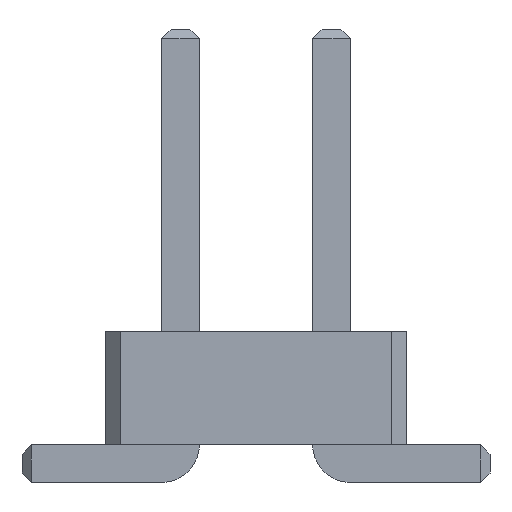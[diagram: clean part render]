
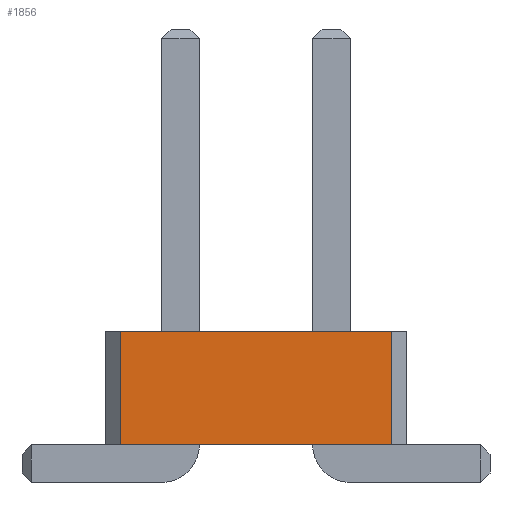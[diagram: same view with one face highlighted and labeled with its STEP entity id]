
A CAD part, front view. The second image highlights one B-rep face of the part: STEP entity #1856.
In plain terms, the highlighted planar face has unit normal (0, -1, 0).
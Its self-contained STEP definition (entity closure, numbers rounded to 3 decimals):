
#13=DIRECTION('',(0.,0.,1.));
#27=VECTOR('',#13,1.);
#67=DIRECTION('',(1.,0.,0.));
#1843=VERTEX_POINT('',#1844);
#1844=CARTESIAN_POINT('',(-1.8,-32.,2.));
#1847=EDGE_CURVE('',#1848,#1843,#1850,.T.);
#1848=VERTEX_POINT('',#1849);
#1849=CARTESIAN_POINT('',(-1.8,-32.,0.5));
#1850=LINE('',#1849,#27);
#1856=ADVANCED_FACE('',(#1857),#1874,.F.);
#1857=FACE_BOUND('',#1858,.F.);
#1858=EDGE_LOOP('',(#1859,#1860,#1866,#1871));
#1859=ORIENTED_EDGE('',*,*,#1847,.T.);
#1860=ORIENTED_EDGE('',*,*,#1861,.T.);
#1861=EDGE_CURVE('',#1843,#1862,#1864,.T.);
#1862=VERTEX_POINT('',#1863);
#1863=CARTESIAN_POINT('',(1.8,-32.,2.));
#1864=LINE('',#1844,#1865);
#1865=VECTOR('',#67,1.);
#1866=ORIENTED_EDGE('',*,*,#1867,.F.);
#1867=EDGE_CURVE('',#1868,#1862,#1870,.T.);
#1868=VERTEX_POINT('',#1869);
#1869=CARTESIAN_POINT('',(1.8,-32.,0.5));
#1870=LINE('',#1869,#27);
#1871=ORIENTED_EDGE('',*,*,#1872,.F.);
#1872=EDGE_CURVE('',#1848,#1868,#1873,.T.);
#1873=LINE('',#1849,#1865);
#1874=PLANE('',#1875);
#1875=AXIS2_PLACEMENT_3D('',#1849,#1876,#67);
#1876=DIRECTION('',(0.,1.,0.));
